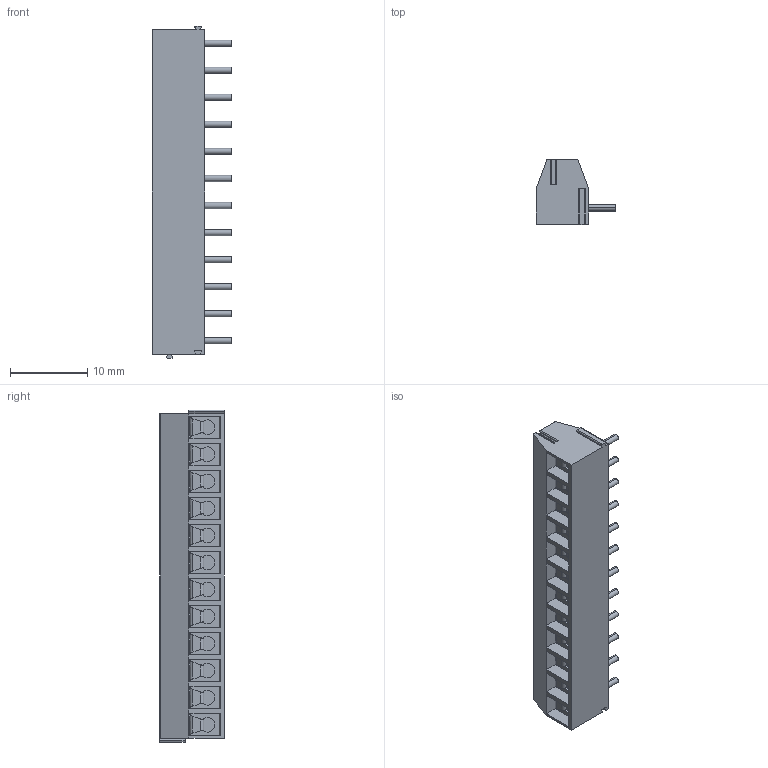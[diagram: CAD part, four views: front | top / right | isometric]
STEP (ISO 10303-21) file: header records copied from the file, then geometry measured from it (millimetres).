
FILE_DESCRIPTION((''),'2;1');
FILE_NAME('TL001R','2024-10-31T',('yanfa'),(''),'PRO/ENGINEER BY PARAMETRIC TECHNOLOGY CORPORATION, 2009280','PRO/ENGINEER BY PARAMETRIC TECHNOLOGY CORPORATION, 2009280','');
FILE_SCHEMA(('AUTOMOTIVE_DESIGN_CC2 { 1 2 10303 214 -1 1 5 2 }'));
Length unit declared in the file: millimetre
Products named in the file (1): TL001R
Bounding box: 10.3 x 8.4 x 42.96 mm (x, y, z)
Volume: 1890.4 mm3; surface area: 1967.8 mm2
Topology: 1 solids, 1 shells, 530 faces, 1464 edges, 960 vertices
Faces by surface type: plane 324, cylinder 182, torus 24
Entity records: 17378 total; most frequent: CARTESIAN_POINT 3820, ORIENTED_EDGE 2928, DIRECTION 2696, EDGE_CURVE 1464, VERTEX_POINT 960, VECTOR 908, LINE 908, AXIS2_PLACEMENT_3D 894
